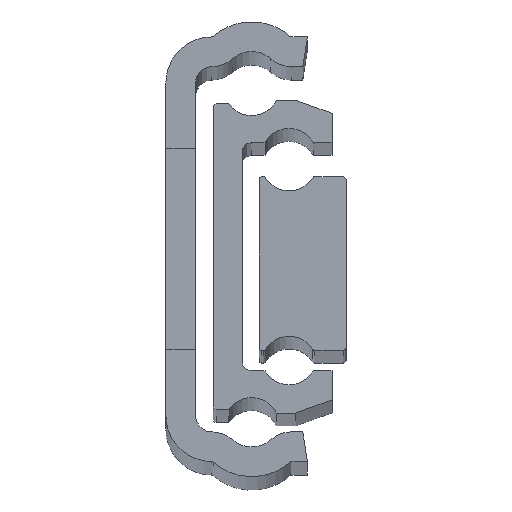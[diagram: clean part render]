
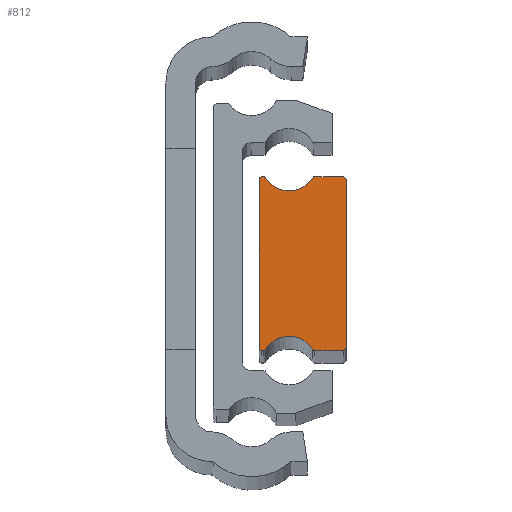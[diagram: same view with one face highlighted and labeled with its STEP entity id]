
A CAD part, top view. The second image highlights one B-rep face of the part: STEP entity #812.
In plain terms, the highlighted face is planar.
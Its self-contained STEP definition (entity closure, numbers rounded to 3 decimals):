
#103 = EDGE_CURVE ( 'NONE', #3084, #900, #1917, .T. ) ;
#119 = EDGE_CURVE ( 'NONE', #875, #874, #1944, .T. ) ;
#177 = EDGE_CURVE ( 'NONE', #3128, #3121, #2026, .T. ) ;
#181 = EDGE_CURVE ( 'NONE', #3085, #3105, #2033, .T. ) ;
#198 = EDGE_CURVE ( 'NONE', #1016, #3080, #2059, .T. ) ;
#208 = EDGE_CURVE ( 'NONE', #3081, #319, #2073, .T. ) ;
#225 = EDGE_CURVE ( 'NONE', #3121, #3085, #2100, .T. ) ;
#230 = EDGE_CURVE ( 'NONE', #308, #3084, #2738, .T. ) ;
#239 = EDGE_CURVE ( 'NONE', #874, #931, #2754, .T. ) ;
#243 = EDGE_CURVE ( 'NONE', #3105, #309, #2752, .T. ) ;
#254 = EDGE_CURVE ( 'NONE', #900, #901, #2774, .T. ) ;
#270 = EDGE_CURVE ( 'NONE', #3080, #308, #2794, .T. ) ;
#272 = EDGE_CURVE ( 'NONE', #319, #1016, #2802, .T. ) ;
#278 = EDGE_CURVE ( 'NONE', #901, #3128, #2808, .T. ) ;
#282 = EDGE_CURVE ( 'NONE', #309, #875, #2820, .T. ) ;
#285 = EDGE_CURVE ( 'NONE', #931, #3081, #2813, .T. ) ;
#308 = VERTEX_POINT ( 'NONE', #2321 ) ;
#309 = VERTEX_POINT ( 'NONE', #2327 ) ;
#319 = VERTEX_POINT ( 'NONE', #2335 ) ;
#578 = AXIS2_PLACEMENT_3D ( 'NONE', #1301, #1288, #1285 ) ;
#582 = AXIS2_PLACEMENT_3D ( 'NONE', #1108, #1103, #1104 ) ;
#590 = AXIS2_PLACEMENT_3D ( 'NONE', #912, #986, #987 ) ;
#597 = AXIS2_PLACEMENT_3D ( 'NONE', #3342, #2115, #2116 ) ;
#602 = AXIS2_PLACEMENT_3D ( 'NONE', #2168, #2169, #2170 ) ;
#604 = AXIS2_PLACEMENT_3D ( 'NONE', #2154, #2157, #2158 ) ;
#610 = AXIS2_PLACEMENT_3D ( 'NONE', #2189, #2190, #2191 ) ;
#614 = AXIS2_PLACEMENT_3D ( 'NONE', #2261, #2272, #2273 ) ;
#616 = AXIS2_PLACEMENT_3D ( 'NONE', #2223, #2228, #2229 ) ;
#628 = AXIS2_PLACEMENT_3D ( 'NONE', #2284, #2297, #2298 ) ;
#682 = AXIS2_PLACEMENT_3D ( 'NONE', #2485, #2494, #2495 ) ;
#812 = ADVANCED_FACE ( 'NONE', ( #2920 ), #2482, .F. ) ;
#874 = VERTEX_POINT ( 'NONE', #2677 ) ;
#875 = VERTEX_POINT ( 'NONE', #2678 ) ;
#900 = VERTEX_POINT ( 'NONE', #2695 ) ;
#901 = VERTEX_POINT ( 'NONE', #2696 ) ;
#912 = CARTESIAN_POINT ( 'NONE',  ( 16.32, -9.2, 0. ) ) ;
#931 = VERTEX_POINT ( 'NONE', #2701 ) ;
#954 = DIRECTION ( 'NONE',  ( 0., -1., 0. ) ) ;
#959 = CARTESIAN_POINT ( 'NONE',  ( 10.25, 9.3, 0. ) ) ;
#986 = DIRECTION ( 'NONE',  ( 0., 0., 1. ) ) ;
#987 = DIRECTION ( 'NONE',  ( 1., 0., 0. ) ) ;
#1016 = VERTEX_POINT ( 'NONE', #2710 ) ;
#1103 = DIRECTION ( 'NONE',  ( 0., 0., 1. ) ) ;
#1104 = DIRECTION ( 'NONE',  ( 1., 0., 0. ) ) ;
#1108 = CARTESIAN_POINT ( 'NONE',  ( 10.68, 9.2, 0. ) ) ;
#1149 = CARTESIAN_POINT ( 'NONE',  ( 19.75, -9.2, 0. ) ) ;
#1150 = DIRECTION ( 'NONE',  ( 0., 1., 0. ) ) ;
#1285 = DIRECTION ( 'NONE',  ( 1., 0., 0. ) ) ;
#1288 = DIRECTION ( 'NONE',  ( 0., 0., 1. ) ) ;
#1301 = CARTESIAN_POINT ( 'NONE',  ( 16.32, 9.2, 0. ) ) ;
#1333 = CARTESIAN_POINT ( 'NONE',  ( 10.68, 9.5, 0. ) ) ;
#1348 = CARTESIAN_POINT ( 'NONE',  ( 16.067, 9.361, 0. ) ) ;
#1355 = CARTESIAN_POINT ( 'NONE',  ( 16.32, 9.5, 0. ) ) ;
#1694 = EDGE_LOOP ( 'NONE', ( #3243, #3203, #3206, #3230, #3213, #3151, #3215, #3217, #3221, #3241, #3272, #3267, #3280, #3276, #3266, #3263 ) ) ;
#1917 = LINE ( 'NONE', #1149, #1918 ) ;
#1918 = VECTOR ( 'NONE', #1150, 1000. ) ;
#1944 = LINE ( 'NONE', #959, #1945 ) ;
#1945 = VECTOR ( 'NONE', #954, 1000. ) ;
#2026 = CIRCLE ( 'NONE', #578, 0.3 ) ;
#2033 = CIRCLE ( 'NONE', #582, 0.3 ) ;
#2059 = CIRCLE ( 'NONE', #590, 0.3 ) ;
#2073 = CIRCLE ( 'NONE', #597, 0.3 ) ;
#2100 = CIRCLE ( 'NONE', #604, 3.04 ) ;
#2115 = DIRECTION ( 'NONE',  ( 0., 0., 1. ) ) ;
#2116 = DIRECTION ( 'NONE',  ( 1., 0., 0. ) ) ;
#2154 = CARTESIAN_POINT ( 'NONE',  ( 13.5, 10.99, 0. ) ) ;
#2157 = DIRECTION ( 'NONE',  ( 0., 0., -1. ) ) ;
#2158 = DIRECTION ( 'NONE',  ( 1., 0., 0. ) ) ;
#2168 = CARTESIAN_POINT ( 'NONE',  ( 19.45, -9.2, 0. ) ) ;
#2169 = DIRECTION ( 'NONE',  ( 0., 0., 1. ) ) ;
#2170 = DIRECTION ( 'NONE',  ( 1., 0., 0. ) ) ;
#2189 = CARTESIAN_POINT ( 'NONE',  ( 10.45, -9.3, 0. ) ) ;
#2190 = DIRECTION ( 'NONE',  ( 0., 0., 1. ) ) ;
#2191 = DIRECTION ( 'NONE',  ( 1., 0., 0. ) ) ;
#2196 = CARTESIAN_POINT ( 'NONE',  ( 10.68, 9.5, 0. ) ) ;
#2200 = DIRECTION ( 'NONE',  ( -1., 0., 0. ) ) ;
#2223 = CARTESIAN_POINT ( 'NONE',  ( 19.45, 9.2, 0. ) ) ;
#2228 = DIRECTION ( 'NONE',  ( 0., 0., 1. ) ) ;
#2229 = DIRECTION ( 'NONE',  ( 1., 0., 0. ) ) ;
#2261 = CARTESIAN_POINT ( 'NONE',  ( 13.5, -10.99, 0. ) ) ;
#2268 = CARTESIAN_POINT ( 'NONE',  ( 16.32, -9.5, 0. ) ) ;
#2269 = DIRECTION ( 'NONE',  ( 1., 0., 0. ) ) ;
#2272 = DIRECTION ( 'NONE',  ( 0., 0., -1. ) ) ;
#2273 = DIRECTION ( 'NONE',  ( 1., 0., 0. ) ) ;
#2284 = CARTESIAN_POINT ( 'NONE',  ( 10.45, 9.3, 0. ) ) ;
#2287 = CARTESIAN_POINT ( 'NONE',  ( 19.45, 9.5, 0. ) ) ;
#2288 = DIRECTION ( 'NONE',  ( -1., 0., 0. ) ) ;
#2297 = DIRECTION ( 'NONE',  ( 0., 0., 1. ) ) ;
#2298 = DIRECTION ( 'NONE',  ( 1., 0., 0. ) ) ;
#2304 = CARTESIAN_POINT ( 'NONE',  ( 10.45, -9.5, 0. ) ) ;
#2305 = DIRECTION ( 'NONE',  ( 1., 0., 0. ) ) ;
#2321 = CARTESIAN_POINT ( 'NONE',  ( 19.45, -9.5, 0. ) ) ;
#2327 = CARTESIAN_POINT ( 'NONE',  ( 10.45, 9.5, 0. ) ) ;
#2335 = CARTESIAN_POINT ( 'NONE',  ( 10.933, -9.361, 0. ) ) ;
#2482 = PLANE ( 'NONE',  #682 ) ;
#2485 = CARTESIAN_POINT ( 'NONE',  ( 19.45, 9.2, 0. ) ) ;
#2494 = DIRECTION ( 'NONE',  ( 0., 0., 1. ) ) ;
#2495 = DIRECTION ( 'NONE',  ( 1., 0., 0. ) ) ;
#2677 = CARTESIAN_POINT ( 'NONE',  ( 10.25, -9.3, 0. ) ) ;
#2678 = CARTESIAN_POINT ( 'NONE',  ( 10.25, 9.3, 0. ) ) ;
#2695 = CARTESIAN_POINT ( 'NONE',  ( 19.75, 9.2, 0. ) ) ;
#2696 = CARTESIAN_POINT ( 'NONE',  ( 19.45, 9.5, 0. ) ) ;
#2701 = CARTESIAN_POINT ( 'NONE',  ( 10.45, -9.5, 0. ) ) ;
#2710 = CARTESIAN_POINT ( 'NONE',  ( 16.067, -9.361, 0. ) ) ;
#2716 = CARTESIAN_POINT ( 'NONE',  ( 10.68, -9.5, 0. ) ) ;
#2719 = CARTESIAN_POINT ( 'NONE',  ( 16.32, -9.5, 0. ) ) ;
#2721 = CARTESIAN_POINT ( 'NONE',  ( 19.75, -9.2, 0. ) ) ;
#2722 = CARTESIAN_POINT ( 'NONE',  ( 10.933, 9.361, 0. ) ) ;
#2738 = CIRCLE ( 'NONE', #602, 0.3 ) ;
#2752 = LINE ( 'NONE', #2196, #2758 ) ;
#2754 = CIRCLE ( 'NONE', #610, 0.2 ) ;
#2758 = VECTOR ( 'NONE', #2200, 1000. ) ;
#2774 = CIRCLE ( 'NONE', #616, 0.3 ) ;
#2785 = VECTOR ( 'NONE', #2269, 1000. ) ;
#2794 = LINE ( 'NONE', #2268, #2785 ) ;
#2802 = CIRCLE ( 'NONE', #614, 3.04 ) ;
#2808 = LINE ( 'NONE', #2287, #2809 ) ;
#2809 = VECTOR ( 'NONE', #2288, 1000. ) ;
#2813 = LINE ( 'NONE', #2304, #2819 ) ;
#2819 = VECTOR ( 'NONE', #2305, 1000. ) ;
#2820 = CIRCLE ( 'NONE', #628, 0.2 ) ;
#2920 = FACE_OUTER_BOUND ( 'NONE', #1694, .T. ) ;
#3080 = VERTEX_POINT ( 'NONE', #2719 ) ;
#3081 = VERTEX_POINT ( 'NONE', #2716 ) ;
#3084 = VERTEX_POINT ( 'NONE', #2721 ) ;
#3085 = VERTEX_POINT ( 'NONE', #2722 ) ;
#3105 = VERTEX_POINT ( 'NONE', #1333 ) ;
#3121 = VERTEX_POINT ( 'NONE', #1348 ) ;
#3128 = VERTEX_POINT ( 'NONE', #1355 ) ;
#3151 = ORIENTED_EDGE ( 'NONE', *, *, #272, .F. ) ;
#3203 = ORIENTED_EDGE ( 'NONE', *, *, #103, .F. ) ;
#3206 = ORIENTED_EDGE ( 'NONE', *, *, #230, .F. ) ;
#3213 = ORIENTED_EDGE ( 'NONE', *, *, #198, .F. ) ;
#3215 = ORIENTED_EDGE ( 'NONE', *, *, #208, .F. ) ;
#3217 = ORIENTED_EDGE ( 'NONE', *, *, #285, .F. ) ;
#3221 = ORIENTED_EDGE ( 'NONE', *, *, #239, .F. ) ;
#3230 = ORIENTED_EDGE ( 'NONE', *, *, #270, .F. ) ;
#3241 = ORIENTED_EDGE ( 'NONE', *, *, #119, .F. ) ;
#3243 = ORIENTED_EDGE ( 'NONE', *, *, #254, .F. ) ;
#3263 = ORIENTED_EDGE ( 'NONE', *, *, #278, .F. ) ;
#3266 = ORIENTED_EDGE ( 'NONE', *, *, #177, .F. ) ;
#3267 = ORIENTED_EDGE ( 'NONE', *, *, #243, .F. ) ;
#3272 = ORIENTED_EDGE ( 'NONE', *, *, #282, .F. ) ;
#3276 = ORIENTED_EDGE ( 'NONE', *, *, #225, .F. ) ;
#3280 = ORIENTED_EDGE ( 'NONE', *, *, #181, .F. ) ;
#3342 = CARTESIAN_POINT ( 'NONE',  ( 10.68, -9.2, 0. ) ) ;
